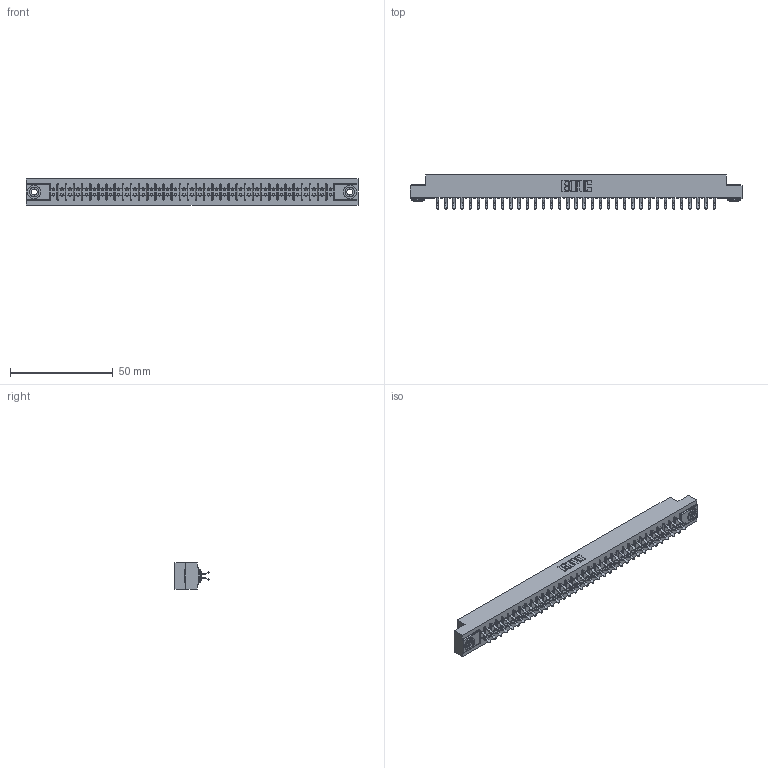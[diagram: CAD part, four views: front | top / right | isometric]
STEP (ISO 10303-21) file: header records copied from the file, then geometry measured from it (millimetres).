
FILE_DESCRIPTION (( 'STEP AP203' ), '1' );
FILE_NAME ('355-070-556-503.STEP', '2019-09-12T17:46:45', ( '' ), ( '' ), 'SwSTEP 2.0', 'SolidWorks 2016', '' );
FILE_SCHEMA (( 'CONFIG_CONTROL_DESIGN' ));
Length unit declared in the file: inch
Products named in the file (4): 305 Part_.156 Dia; 355-070-556-503; 345-250-002_345-250-002-102; 305-290-001_556
Assembly tree (73 placements, depth 2):
  355-070-556-503
    305 Part_.156 Dia
    305-290-001_556  x70
    345-250-002_345-250-002-102  x2
Bounding box: 161.7 x 16.64 x 12.7 mm (x, y, z)
Volume: 16333.3 mm3; surface area: 21668.6 mm2
Topology: 73 solids, 73 shells, 4088 faces, 11733 edges, 7630 vertices
Faces by surface type: plane 2262, cylinder 1678, sphere 140, cone 8
Entity records: 40035 total; most frequent: CARTESIAN_POINT 6608, ORIENTED_EDGE 6550, DIRECTION 6417, EDGE_CURVE 3275, LINE 2627, VECTOR 2627, VERTEX_POINT 2086, AXIS2_PLACEMENT_3D 1895
